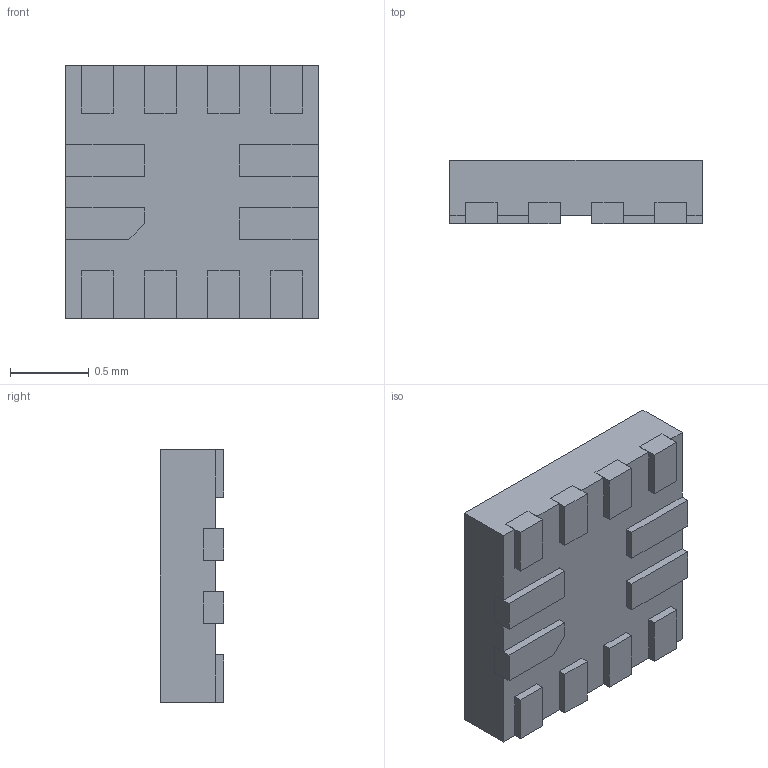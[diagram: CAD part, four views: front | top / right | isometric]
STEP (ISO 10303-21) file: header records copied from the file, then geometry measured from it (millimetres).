
FILE_DESCRIPTION (( 'STEP AP214' ), '1' );
FILE_NAME ('TUSB320RWBR.STEP', '2023-10-13T12:15:56', ( '' ), ( '' ), 'SwSTEP 2.0', 'SolidWorks 2021', '' );
FILE_SCHEMA (( 'AUTOMOTIVE_DESIGN' ));
Length unit declared in the file: millimetre
Products named in the file (1): TUSB320RWBR
Bounding box: 1.6 x 0.4 x 1.6 mm (x, y, z)
Volume: 0.9 mm3; surface area: 11.6 mm2
Topology: 14 solids, 14 shells, 135 faces, 318 edges, 212 vertices
Faces by surface type: plane 131, cylinder 4
Entity records: 3951 total; most frequent: CARTESIAN_POINT 666, ORIENTED_EDGE 636, DIRECTION 598, EDGE_CURVE 318, LINE 310, VECTOR 310, VERTEX_POINT 212, AXIS2_PLACEMENT_3D 144
